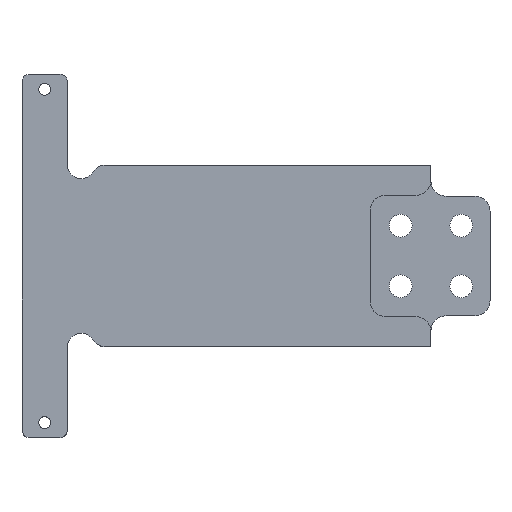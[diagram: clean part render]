
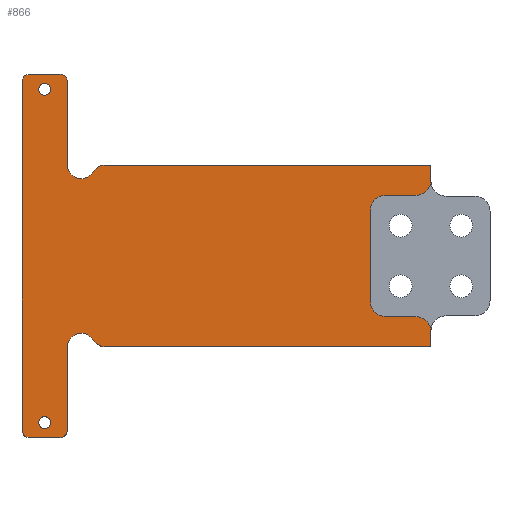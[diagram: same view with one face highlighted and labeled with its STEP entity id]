
A CAD part, top view. The second image highlights one B-rep face of the part: STEP entity #866.
In plain terms, the highlighted planar face has unit normal (0, 0, 1).
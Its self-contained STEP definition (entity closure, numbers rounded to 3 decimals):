
#19=FACE_BOUND('',#97,.T.);
#20=FACE_BOUND('',#98,.T.);
#32=PLANE('',#928);
#52=FACE_OUTER_BOUND('',#96,.T.);
#96=EDGE_LOOP('',(#589,#590,#591,#592,#593,#594,#595,#596,#597,#598,#599,
#600,#601,#602,#603,#604,#605,#606,#607,#608,#609,#610,#611,#612));
#97=EDGE_LOOP('',(#613));
#98=EDGE_LOOP('',(#614));
#156=LINE('',#1330,#230);
#157=LINE('',#1332,#231);
#158=LINE('',#1338,#232);
#159=LINE('',#1342,#233);
#160=LINE('',#1346,#234);
#161=LINE('',#1350,#235);
#162=LINE('',#1354,#236);
#163=LINE('',#1360,#237);
#164=LINE('',#1362,#238);
#165=LINE('',#1366,#239);
#166=LINE('',#1370,#240);
#167=LINE('',#1373,#241);
#230=VECTOR('',#1048,10.);
#231=VECTOR('',#1049,10.);
#232=VECTOR('',#1054,10.);
#233=VECTOR('',#1057,10.);
#234=VECTOR('',#1060,10.);
#235=VECTOR('',#1063,10.);
#236=VECTOR('',#1066,10.);
#237=VECTOR('',#1071,10.);
#238=VECTOR('',#1072,10.);
#239=VECTOR('',#1075,10.);
#240=VECTOR('',#1078,10.);
#241=VECTOR('',#1081,10.);
#299=CIRCLE('',#926,2.);
#301=CIRCLE('',#929,2.);
#302=CIRCLE('',#930,1.8);
#303=CIRCLE('',#931,1.);
#304=CIRCLE('',#932,1.);
#305=CIRCLE('',#933,1.);
#306=CIRCLE('',#934,1.);
#307=CIRCLE('',#935,1.8);
#308=CIRCLE('',#936,2.);
#309=CIRCLE('',#937,2.);
#310=CIRCLE('',#938,2.);
#311=CIRCLE('',#939,2.);
#312=CIRCLE('',#940,0.784);
#313=CIRCLE('',#941,0.784);
#361=VERTEX_POINT('',#1320);
#362=VERTEX_POINT('',#1321);
#365=VERTEX_POINT('',#1329);
#366=VERTEX_POINT('',#1331);
#367=VERTEX_POINT('',#1333);
#368=VERTEX_POINT('',#1335);
#369=VERTEX_POINT('',#1337);
#370=VERTEX_POINT('',#1339);
#371=VERTEX_POINT('',#1341);
#372=VERTEX_POINT('',#1343);
#373=VERTEX_POINT('',#1345);
#374=VERTEX_POINT('',#1347);
#375=VERTEX_POINT('',#1349);
#376=VERTEX_POINT('',#1351);
#377=VERTEX_POINT('',#1353);
#378=VERTEX_POINT('',#1355);
#379=VERTEX_POINT('',#1357);
#380=VERTEX_POINT('',#1359);
#381=VERTEX_POINT('',#1361);
#382=VERTEX_POINT('',#1363);
#383=VERTEX_POINT('',#1365);
#384=VERTEX_POINT('',#1367);
#385=VERTEX_POINT('',#1369);
#386=VERTEX_POINT('',#1371);
#387=VERTEX_POINT('',#1374);
#388=VERTEX_POINT('',#1376);
#452=EDGE_CURVE('',#361,#362,#299,.T.);
#456=EDGE_CURVE('',#361,#365,#156,.T.);
#457=EDGE_CURVE('',#365,#366,#157,.T.);
#458=EDGE_CURVE('',#367,#366,#301,.T.);
#459=EDGE_CURVE('',#367,#368,#302,.T.);
#460=EDGE_CURVE('',#369,#368,#158,.T.);
#461=EDGE_CURVE('',#370,#369,#303,.T.);
#462=EDGE_CURVE('',#371,#370,#159,.T.);
#463=EDGE_CURVE('',#372,#371,#304,.T.);
#464=EDGE_CURVE('',#373,#372,#160,.T.);
#465=EDGE_CURVE('',#374,#373,#305,.T.);
#466=EDGE_CURVE('',#375,#374,#161,.T.);
#467=EDGE_CURVE('',#376,#375,#306,.T.);
#468=EDGE_CURVE('',#377,#376,#162,.T.);
#469=EDGE_CURVE('',#377,#378,#307,.T.);
#470=EDGE_CURVE('',#379,#378,#308,.T.);
#471=EDGE_CURVE('',#379,#380,#163,.T.);
#472=EDGE_CURVE('',#380,#381,#164,.T.);
#473=EDGE_CURVE('',#382,#381,#309,.T.);
#474=EDGE_CURVE('',#382,#383,#165,.T.);
#475=EDGE_CURVE('',#383,#384,#310,.T.);
#476=EDGE_CURVE('',#384,#385,#166,.T.);
#477=EDGE_CURVE('',#385,#386,#311,.T.);
#478=EDGE_CURVE('',#386,#362,#167,.T.);
#479=EDGE_CURVE('',#387,#387,#312,.T.);
#480=EDGE_CURVE('',#388,#388,#313,.T.);
#589=ORIENTED_EDGE('',*,*,#452,.F.);
#590=ORIENTED_EDGE('',*,*,#456,.T.);
#591=ORIENTED_EDGE('',*,*,#457,.T.);
#592=ORIENTED_EDGE('',*,*,#458,.F.);
#593=ORIENTED_EDGE('',*,*,#459,.T.);
#594=ORIENTED_EDGE('',*,*,#460,.F.);
#595=ORIENTED_EDGE('',*,*,#461,.F.);
#596=ORIENTED_EDGE('',*,*,#462,.F.);
#597=ORIENTED_EDGE('',*,*,#463,.F.);
#598=ORIENTED_EDGE('',*,*,#464,.F.);
#599=ORIENTED_EDGE('',*,*,#465,.F.);
#600=ORIENTED_EDGE('',*,*,#466,.F.);
#601=ORIENTED_EDGE('',*,*,#467,.F.);
#602=ORIENTED_EDGE('',*,*,#468,.F.);
#603=ORIENTED_EDGE('',*,*,#469,.T.);
#604=ORIENTED_EDGE('',*,*,#470,.F.);
#605=ORIENTED_EDGE('',*,*,#471,.T.);
#606=ORIENTED_EDGE('',*,*,#472,.T.);
#607=ORIENTED_EDGE('',*,*,#473,.F.);
#608=ORIENTED_EDGE('',*,*,#474,.T.);
#609=ORIENTED_EDGE('',*,*,#475,.T.);
#610=ORIENTED_EDGE('',*,*,#476,.T.);
#611=ORIENTED_EDGE('',*,*,#477,.T.);
#612=ORIENTED_EDGE('',*,*,#478,.T.);
#613=ORIENTED_EDGE('',*,*,#479,.T.);
#614=ORIENTED_EDGE('',*,*,#480,.T.);
#866=ADVANCED_FACE('',(#52,#19,#20),#32,.T.);
#926=AXIS2_PLACEMENT_3D('',#1322,#1040,#1041);
#928=AXIS2_PLACEMENT_3D('',#1328,#1046,#1047);
#929=AXIS2_PLACEMENT_3D('',#1334,#1050,#1051);
#930=AXIS2_PLACEMENT_3D('',#1336,#1052,#1053);
#931=AXIS2_PLACEMENT_3D('',#1340,#1055,#1056);
#932=AXIS2_PLACEMENT_3D('',#1344,#1058,#1059);
#933=AXIS2_PLACEMENT_3D('',#1348,#1061,#1062);
#934=AXIS2_PLACEMENT_3D('',#1352,#1064,#1065);
#935=AXIS2_PLACEMENT_3D('',#1356,#1067,#1068);
#936=AXIS2_PLACEMENT_3D('',#1358,#1069,#1070);
#937=AXIS2_PLACEMENT_3D('',#1364,#1073,#1074);
#938=AXIS2_PLACEMENT_3D('',#1368,#1076,#1077);
#939=AXIS2_PLACEMENT_3D('',#1372,#1079,#1080);
#940=AXIS2_PLACEMENT_3D('',#1375,#1082,#1083);
#941=AXIS2_PLACEMENT_3D('',#1377,#1084,#1085);
#1040=DIRECTION('center_axis',(0.,0.,-1.));
#1041=DIRECTION('ref_axis',(0.707,-0.707,0.));
#1046=DIRECTION('center_axis',(0.,0.,1.));
#1047=DIRECTION('ref_axis',(1.,0.,0.));
#1048=DIRECTION('',(0.,1.,0.));
#1049=DIRECTION('',(-1.,0.,0.));
#1050=DIRECTION('center_axis',(0.,0.,-1.));
#1051=DIRECTION('ref_axis',(-0.487,0.874,0.));
#1052=DIRECTION('center_axis',(0.,0.,-1.));
#1053=DIRECTION('ref_axis',(1.,0.,0.));
#1054=DIRECTION('',(0.,-1.,0.));
#1055=DIRECTION('center_axis',(0.,0.,-1.));
#1056=DIRECTION('ref_axis',(0.707,0.707,0.));
#1057=DIRECTION('',(1.,0.,0.));
#1058=DIRECTION('center_axis',(0.,0.,-1.));
#1059=DIRECTION('ref_axis',(-0.707,0.707,0.));
#1060=DIRECTION('',(0.,1.,0.));
#1061=DIRECTION('center_axis',(0.,0.,-1.));
#1062=DIRECTION('ref_axis',(-0.707,-0.707,0.));
#1063=DIRECTION('',(-1.,0.,0.));
#1064=DIRECTION('center_axis',(0.,0.,-1.));
#1065=DIRECTION('ref_axis',(0.707,-0.707,0.));
#1066=DIRECTION('',(0.,-1.,0.));
#1067=DIRECTION('center_axis',(0.,0.,-1.));
#1068=DIRECTION('ref_axis',(1.,0.,0.));
#1069=DIRECTION('center_axis',(0.,0.,-1.));
#1070=DIRECTION('ref_axis',(-0.487,-0.874,0.));
#1071=DIRECTION('',(1.,0.,0.));
#1072=DIRECTION('',(0.,1.,0.));
#1073=DIRECTION('center_axis',(0.,0.,-1.));
#1074=DIRECTION('ref_axis',(0.707,0.707,0.));
#1075=DIRECTION('',(-1.,0.,0.));
#1076=DIRECTION('center_axis',(0.,0.,-1.));
#1077=DIRECTION('ref_axis',(-1.,0.,0.));
#1078=DIRECTION('',(0.,1.,0.));
#1079=DIRECTION('center_axis',(0.,0.,-1.));
#1080=DIRECTION('ref_axis',(0.,1.,0.));
#1081=DIRECTION('',(1.,0.,0.));
#1082=DIRECTION('center_axis',(0.,0.,-1.));
#1083=DIRECTION('ref_axis',(-1.,0.,0.));
#1084=DIRECTION('center_axis',(0.,0.,-1.));
#1085=DIRECTION('ref_axis',(-1.,0.,0.));
#1320=CARTESIAN_POINT('',(48.,10.,6.));
#1321=CARTESIAN_POINT('',(46.,8.,6.));
#1322=CARTESIAN_POINT('Origin',(46.,10.,6.));
#1328=CARTESIAN_POINT('Origin',(21.,0.,6.));
#1329=CARTESIAN_POINT('',(48.,12.,6.));
#1330=CARTESIAN_POINT('',(48.,12.,6.));
#1331=CARTESIAN_POINT('',(5.031,12.,6.));
#1332=CARTESIAN_POINT('',(-6.,12.,6.));
#1333=CARTESIAN_POINT('',(3.331,11.053,6.));
#1334=CARTESIAN_POINT('Origin',(5.031,10.,6.));
#1335=CARTESIAN_POINT('',(0.,12.,6.));
#1336=CARTESIAN_POINT('Origin',(1.8,12.,6.));
#1337=CARTESIAN_POINT('',(0.,23.,6.));
#1338=CARTESIAN_POINT('',(0.,-12.,6.));
#1339=CARTESIAN_POINT('',(-1.,24.,6.));
#1340=CARTESIAN_POINT('Origin',(-1.,23.,6.));
#1341=CARTESIAN_POINT('',(-5.,24.,6.));
#1342=CARTESIAN_POINT('',(-1.5,24.,6.));
#1343=CARTESIAN_POINT('',(-6.,23.,6.));
#1344=CARTESIAN_POINT('Origin',(-5.,23.,6.));
#1345=CARTESIAN_POINT('',(-6.,-23.,6.));
#1346=CARTESIAN_POINT('',(-6.,-6.,6.));
#1347=CARTESIAN_POINT('',(-5.,-24.,6.));
#1348=CARTESIAN_POINT('Origin',(-5.,-23.,6.));
#1349=CARTESIAN_POINT('',(-1.,-24.,6.));
#1350=CARTESIAN_POINT('',(-4.5,-24.,6.));
#1351=CARTESIAN_POINT('',(0.,-23.,6.));
#1352=CARTESIAN_POINT('Origin',(-1.,-23.,6.));
#1353=CARTESIAN_POINT('',(0.,-12.,6.));
#1354=CARTESIAN_POINT('',(0.,-12.,6.));
#1355=CARTESIAN_POINT('',(3.331,-11.053,6.));
#1356=CARTESIAN_POINT('Origin',(1.8,-12.,6.));
#1357=CARTESIAN_POINT('',(5.031,-12.,6.));
#1358=CARTESIAN_POINT('Origin',(5.031,-10.,6.));
#1359=CARTESIAN_POINT('',(48.,-12.,6.));
#1360=CARTESIAN_POINT('',(48.,-12.,6.));
#1361=CARTESIAN_POINT('',(48.,-10.,6.));
#1362=CARTESIAN_POINT('',(48.,12.,6.));
#1363=CARTESIAN_POINT('',(46.,-8.,6.));
#1364=CARTESIAN_POINT('Origin',(46.,-10.,6.));
#1365=CARTESIAN_POINT('',(42.,-8.,6.));
#1366=CARTESIAN_POINT('',(34.5,-8.,6.));
#1367=CARTESIAN_POINT('',(40.,-6.,6.));
#1368=CARTESIAN_POINT('Origin',(42.,-6.,6.));
#1369=CARTESIAN_POINT('',(40.,6.,6.));
#1370=CARTESIAN_POINT('',(40.,-3.,6.));
#1371=CARTESIAN_POINT('',(42.,8.,6.));
#1372=CARTESIAN_POINT('Origin',(42.,6.,6.));
#1373=CARTESIAN_POINT('',(31.5,8.,6.));
#1374=CARTESIAN_POINT('',(-2.217,-22.,6.));
#1375=CARTESIAN_POINT('Origin',(-3.,-22.,6.));
#1376=CARTESIAN_POINT('',(-2.217,22.,6.));
#1377=CARTESIAN_POINT('Origin',(-3.,22.,6.));
